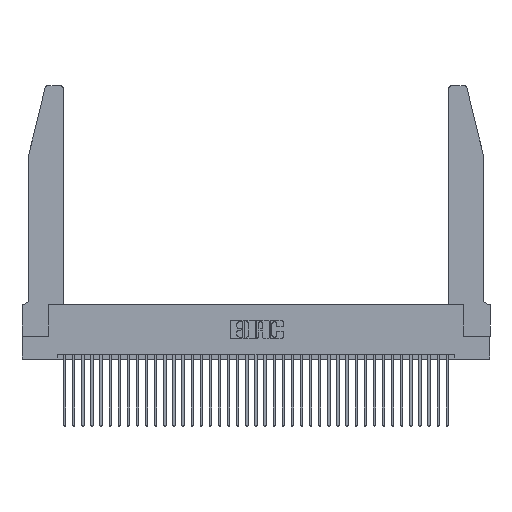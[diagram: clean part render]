
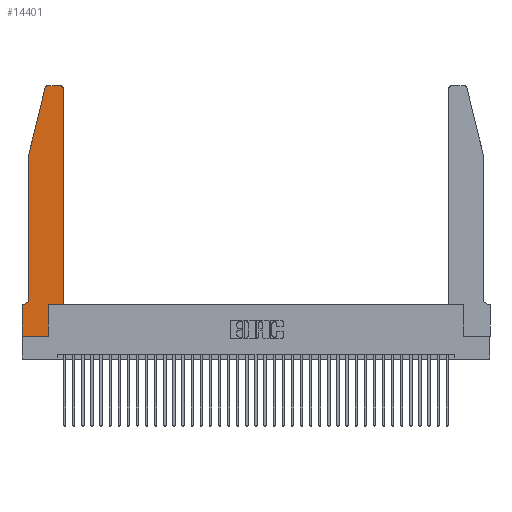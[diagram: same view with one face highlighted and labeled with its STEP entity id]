
A CAD part, top view. The second image highlights one B-rep face of the part: STEP entity #14401.
In plain terms, the highlighted planar face has unit normal (0, 0, 1).
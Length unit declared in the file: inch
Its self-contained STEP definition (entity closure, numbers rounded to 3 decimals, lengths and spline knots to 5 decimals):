
#61 = AXIS2_PLACEMENT_3D ( 'NONE', #34028, #1523, #10374 ) ;
#146 = EDGE_CURVE ( 'NONE', #6863, #19994, #24136, .T. ) ;
#315 = CARTESIAN_POINT ( 'NONE',  ( 0.2865, 0.35, 0.37 ) ) ;
#578 = CARTESIAN_POINT ( 'NONE',  ( 0.4505, 0.35, 0.37 ) ) ;
#748 = CARTESIAN_POINT ( 'NONE',  ( 0.4205, 2.72, 0.37 ) ) ;
#1170 = VERTEX_POINT ( 'NONE', #578 ) ;
#1249 = DIRECTION ( 'NONE',  ( 0., 1., 0. ) ) ;
#1453 = DIRECTION ( 'NONE',  ( 0., 0., 1. ) ) ;
#1523 = DIRECTION ( 'NONE',  ( 0., 0., 1. ) ) ;
#2275 = EDGE_CURVE ( 'NONE', #15942, #6863, #28095, .T. ) ;
#2596 = VERTEX_POINT ( 'NONE', #3162 ) ;
#2997 = VERTEX_POINT ( 'NONE', #8064 ) ;
#3162 = CARTESIAN_POINT ( 'NONE',  ( 0.0755, 2., 0.37 ) ) ;
#3172 = VERTEX_POINT ( 'NONE', #20315 ) ;
#3610 = ORIENTED_EDGE ( 'NONE', *, *, #33028, .T. ) ;
#3977 = DIRECTION ( 'NONE',  ( -1., 0., 0. ) ) ;
#4322 = LINE ( 'NONE', #17980, #9015 ) ;
#4412 = ORIENTED_EDGE ( 'NONE', *, *, #28473, .T. ) ;
#5212 = CARTESIAN_POINT ( 'NONE',  ( 0., 0., 0.37 ) ) ;
#6249 = VECTOR ( 'NONE', #7141, 39.37008 ) ;
#6603 = ORIENTED_EDGE ( 'NONE', *, *, #33822, .T. ) ;
#6863 = VERTEX_POINT ( 'NONE', #33641 ) ;
#7141 = DIRECTION ( 'NONE',  ( 1., 0., 0. ) ) ;
#7404 = CARTESIAN_POINT ( 'NONE',  ( 0.25487, 2.72718, 0.37 ) ) ;
#7934 = CARTESIAN_POINT ( 'NONE',  ( 0.284, 2.72, 0.37 ) ) ;
#8054 = VECTOR ( 'NONE', #34854, 39.37008 ) ;
#8064 = CARTESIAN_POINT ( 'NONE',  ( 0.0055, 0.35, 0.37 ) ) ;
#9015 = VECTOR ( 'NONE', #27041, 39.37008 ) ;
#9222 = VERTEX_POINT ( 'NONE', #31279 ) ;
#9802 = DIRECTION ( 'NONE',  ( 1., 0., 0. ) ) ;
#9965 = AXIS2_PLACEMENT_3D ( 'NONE', #7934, #1453, #9802 ) ;
#9978 = EDGE_CURVE ( 'NONE', #19994, #1170, #18728, .T. ) ;
#10323 = DIRECTION ( 'NONE',  ( 0., 0., -1. ) ) ;
#10374 = DIRECTION ( 'NONE',  ( 1., 0., 0. ) ) ;
#12117 = EDGE_CURVE ( 'NONE', #9222, #35410, #28728, .T. ) ;
#13000 = ORIENTED_EDGE ( 'NONE', *, *, #9978, .T. ) ;
#13054 = EDGE_LOOP ( 'NONE', ( #3610, #17208, #14569, #16085, #30758, #4412, #6603, #24827, #31094, #13000, #27325, #24765 ) ) ;
#13501 = LINE ( 'NONE', #33836, #21372 ) ;
#13674 = DIRECTION ( 'NONE',  ( 1., 0., 0. ) ) ;
#14026 = VECTOR ( 'NONE', #16816, 39.37008 ) ;
#14120 = LINE ( 'NONE', #37103, #18254 ) ;
#14401 = ADVANCED_FACE ( 'NONE', ( #34204 ), #36753, .T. ) ;
#14569 = ORIENTED_EDGE ( 'NONE', *, *, #24509, .T. ) ;
#14695 = AXIS2_PLACEMENT_3D ( 'NONE', #748, #24334, #27291 ) ;
#15942 = VERTEX_POINT ( 'NONE', #24459 ) ;
#16085 = ORIENTED_EDGE ( 'NONE', *, *, #35157, .T. ) ;
#16210 = DIRECTION ( 'NONE',  ( -1., 0., 0. ) ) ;
#16816 = DIRECTION ( 'NONE',  ( 0., 1., 0. ) ) ;
#17208 = ORIENTED_EDGE ( 'NONE', *, *, #12117, .T. ) ;
#17980 = CARTESIAN_POINT ( 'NONE',  ( 0.0755, 2., 0.37 ) ) ;
#18254 = VECTOR ( 'NONE', #33737, 39.37008 ) ;
#18728 = LINE ( 'NONE', #33548, #6249 ) ;
#19787 = VECTOR ( 'NONE', #30154, 39.37008 ) ;
#19994 = VERTEX_POINT ( 'NONE', #26122 ) ;
#20315 = CARTESIAN_POINT ( 'NONE',  ( 0., 0.35, 0.37 ) ) ;
#20942 = CIRCLE ( 'NONE', #25935, 0.07 ) ;
#21364 = CARTESIAN_POINT ( 'NONE',  ( 0.0755, 2., 0.37 ) ) ;
#21372 = VECTOR ( 'NONE', #16210, 39.37008 ) ;
#21759 = VERTEX_POINT ( 'NONE', #31557 ) ;
#21875 = LINE ( 'NONE', #26131, #14026 ) ;
#21916 = CARTESIAN_POINT ( 'NONE',  ( 0.0055, 0.42, 0.37 ) ) ;
#23051 = VERTEX_POINT ( 'NONE', #31295 ) ;
#24136 = LINE ( 'NONE', #315, #33397 ) ;
#24334 = DIRECTION ( 'NONE',  ( 0., 0., 1. ) ) ;
#24459 = CARTESIAN_POINT ( 'NONE',  ( 0., 0., 0.37 ) ) ;
#24509 = EDGE_CURVE ( 'NONE', #35410, #2596, #4322, .T. ) ;
#24672 = LINE ( 'NONE', #5212, #8054 ) ;
#24765 = ORIENTED_EDGE ( 'NONE', *, *, #34193, .T. ) ;
#24827 = ORIENTED_EDGE ( 'NONE', *, *, #2275, .T. ) ;
#25321 = EDGE_CURVE ( 'NONE', #23051, #2997, #20942, .T. ) ;
#25935 = AXIS2_PLACEMENT_3D ( 'NONE', #21916, #10323, #3977 ) ;
#26122 = CARTESIAN_POINT ( 'NONE',  ( 0.2865, 0.35, 0.37 ) ) ;
#26131 = CARTESIAN_POINT ( 'NONE',  ( 0.4505, 0.35, 0.37 ) ) ;
#27041 = DIRECTION ( 'NONE',  ( -0.239, -0.971, 0. ) ) ;
#27291 = DIRECTION ( 'NONE',  ( 1., 0., 0. ) ) ;
#27325 = ORIENTED_EDGE ( 'NONE', *, *, #38139, .T. ) ;
#27634 = VECTOR ( 'NONE', #13674, 39.37008 ) ;
#28095 = LINE ( 'NONE', #36986, #27634 ) ;
#28473 = EDGE_CURVE ( 'NONE', #2997, #3172, #13501, .T. ) ;
#28728 = CIRCLE ( 'NONE', #9965, 0.03 ) ;
#30154 = DIRECTION ( 'NONE',  ( 0., -1., 0. ) ) ;
#30758 = ORIENTED_EDGE ( 'NONE', *, *, #25321, .T. ) ;
#31094 = ORIENTED_EDGE ( 'NONE', *, *, #146, .T. ) ;
#31279 = CARTESIAN_POINT ( 'NONE',  ( 0.284, 2.75, 0.37 ) ) ;
#31295 = CARTESIAN_POINT ( 'NONE',  ( 0.0755, 0.42, 0.37 ) ) ;
#31557 = CARTESIAN_POINT ( 'NONE',  ( 0.4205, 2.75, 0.37 ) ) ;
#33028 = EDGE_CURVE ( 'NONE', #21759, #9222, #14120, .T. ) ;
#33397 = VECTOR ( 'NONE', #1249, 39.37008 ) ;
#33548 = CARTESIAN_POINT ( 'NONE',  ( 0.4505, 0.35, 0.37 ) ) ;
#33641 = CARTESIAN_POINT ( 'NONE',  ( 0.2865, 0., 0.37 ) ) ;
#33737 = DIRECTION ( 'NONE',  ( -1., 0., 0. ) ) ;
#33822 = EDGE_CURVE ( 'NONE', #3172, #15942, #24672, .T. ) ;
#33836 = CARTESIAN_POINT ( 'NONE',  ( 0.0755, 0.35, 0.37 ) ) ;
#34028 = CARTESIAN_POINT ( 'NONE',  ( 0., 0.35, 0.37 ) ) ;
#34193 = EDGE_CURVE ( 'NONE', #37134, #21759, #38134, .T. ) ;
#34204 = FACE_OUTER_BOUND ( 'NONE', #13054, .T. ) ;
#34640 = LINE ( 'NONE', #21364, #19787 ) ;
#34854 = DIRECTION ( 'NONE',  ( 0., -1., 0. ) ) ;
#35157 = EDGE_CURVE ( 'NONE', #2596, #23051, #34640, .T. ) ;
#35410 = VERTEX_POINT ( 'NONE', #7404 ) ;
#36379 = CARTESIAN_POINT ( 'NONE',  ( 0.4505, 2.72, 0.37 ) ) ;
#36753 = PLANE ( 'NONE',  #61 ) ;
#36986 = CARTESIAN_POINT ( 'NONE',  ( 0., 0., 0.37 ) ) ;
#37103 = CARTESIAN_POINT ( 'NONE',  ( 0.2605, 2.75, 0.37 ) ) ;
#37134 = VERTEX_POINT ( 'NONE', #36379 ) ;
#38134 = CIRCLE ( 'NONE', #14695, 0.03 ) ;
#38139 = EDGE_CURVE ( 'NONE', #1170, #37134, #21875, .T. ) ;
